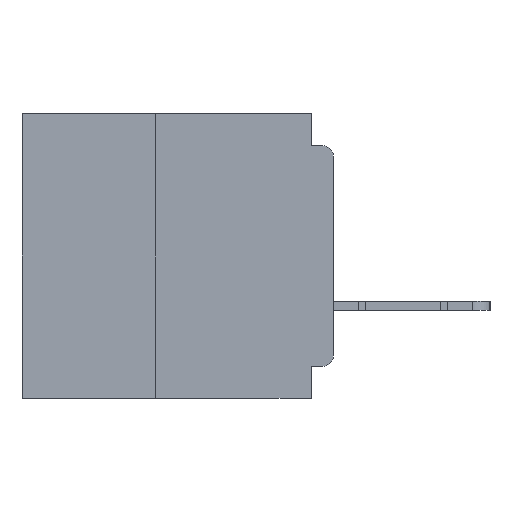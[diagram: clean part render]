
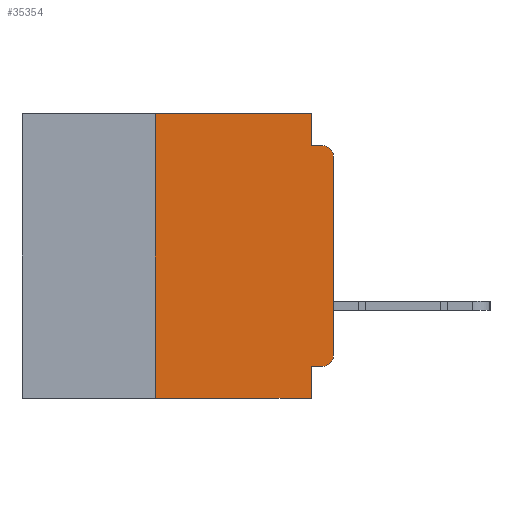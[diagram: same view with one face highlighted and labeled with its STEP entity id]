
A CAD part, left-side view. The second image highlights one B-rep face of the part: STEP entity #35354.
In plain terms, the highlighted planar face has unit normal (-1, 0, 0).
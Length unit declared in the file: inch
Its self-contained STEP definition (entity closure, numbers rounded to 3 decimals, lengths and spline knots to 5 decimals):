
#199 = VECTOR ( 'NONE', #62662, 39.37008 ) ;
#1041 = EDGE_CURVE ( 'NONE', #64616, #7589, #35509, .T. ) ;
#1439 = VECTOR ( 'NONE', #47066, 39.37008 ) ;
#1610 = VECTOR ( 'NONE', #1957, 39.37008 ) ;
#1957 = DIRECTION ( 'NONE',  ( 0., 0., 1. ) ) ;
#2193 = ORIENTED_EDGE ( 'NONE', *, *, #4604, .F. ) ;
#2851 = DIRECTION ( 'NONE',  ( 0., 0., -1. ) ) ;
#3026 = DIRECTION ( 'NONE',  ( 0., 0., -1. ) ) ;
#3445 = CARTESIAN_POINT ( 'NONE',  ( 0., 0.031, -0.4 ) ) ;
#3503 = LINE ( 'NONE', #3445, #20729 ) ;
#4464 = DIRECTION ( 'NONE',  ( 0., 0., -1. ) ) ;
#4604 = EDGE_CURVE ( 'NONE', #18081, #49043, #3503, .T. ) ;
#4860 = DIRECTION ( 'NONE',  ( -1., 0., 0. ) ) ;
#4896 = EDGE_CURVE ( 'NONE', #47039, #20857, #65493, .T. ) ;
#4946 = CIRCLE ( 'NONE', #42003, 0.015 ) ;
#5081 = CARTESIAN_POINT ( 'NONE',  ( 0., 0.015, -0.34 ) ) ;
#6148 = VERTEX_POINT ( 'NONE', #11755 ) ;
#6513 = VECTOR ( 'NONE', #48810, 39.37008 ) ;
#7574 = AXIS2_PLACEMENT_3D ( 'NONE', #5081, #4860, #4464 ) ;
#7589 = VERTEX_POINT ( 'NONE', #34519 ) ;
#8154 = ORIENTED_EDGE ( 'NONE', *, *, #56681, .T. ) ;
#8634 = ORIENTED_EDGE ( 'NONE', *, *, #56694, .F. ) ;
#10996 = CARTESIAN_POINT ( 'NONE',  ( 0., 0., 0. ) ) ;
#11755 = CARTESIAN_POINT ( 'NONE',  ( 0., 0., -0.06 ) ) ;
#12198 = CARTESIAN_POINT ( 'NONE',  ( 0., 0.25, 0. ) ) ;
#13505 = DIRECTION ( 'NONE',  ( 0., 0., -1. ) ) ;
#15393 = EDGE_CURVE ( 'NONE', #64616, #18081, #63591, .T. ) ;
#16240 = CARTESIAN_POINT ( 'NONE',  ( 0., 0.031, -0.355 ) ) ;
#16617 = EDGE_CURVE ( 'NONE', #44785, #47039, #43209, .T. ) ;
#18081 = VERTEX_POINT ( 'NONE', #16240 ) ;
#18448 = PLANE ( 'NONE',  #44864 ) ;
#19220 = ORIENTED_EDGE ( 'NONE', *, *, #25795, .F. ) ;
#20729 = VECTOR ( 'NONE', #13505, 39.37008 ) ;
#20857 = VERTEX_POINT ( 'NONE', #34128 ) ;
#21502 = DIRECTION ( 'NONE',  ( 0., 0., -1. ) ) ;
#23929 = CARTESIAN_POINT ( 'NONE',  ( 0., 0.031, 0. ) ) ;
#25030 = CARTESIAN_POINT ( 'NONE',  ( 0., 0.031, -0.4 ) ) ;
#25736 = FACE_OUTER_BOUND ( 'NONE', #54614, .T. ) ;
#25795 = EDGE_CURVE ( 'NONE', #20857, #55131, #38660, .T. ) ;
#26863 = CARTESIAN_POINT ( 'NONE',  ( 0., 0.015, -0.045 ) ) ;
#27267 = VECTOR ( 'NONE', #21502, 39.37008 ) ;
#27607 = ORIENTED_EDGE ( 'NONE', *, *, #15393, .F. ) ;
#28136 = CARTESIAN_POINT ( 'NONE',  ( 0., 0.25, -0.4 ) ) ;
#28657 = ORIENTED_EDGE ( 'NONE', *, *, #1041, .T. ) ;
#32473 = EDGE_CURVE ( 'NONE', #67325, #49043, #67682, .T. ) ;
#34128 = CARTESIAN_POINT ( 'NONE',  ( 0., 0.031, -0.045 ) ) ;
#34251 = DIRECTION ( 'NONE',  ( 1., 0., 0. ) ) ;
#34418 = DIRECTION ( 'NONE',  ( -1., 0., 0. ) ) ;
#34519 = CARTESIAN_POINT ( 'NONE',  ( 0., 0., -0.34 ) ) ;
#34852 = ORIENTED_EDGE ( 'NONE', *, *, #67158, .T. ) ;
#35354 = ADVANCED_FACE ( 'NONE', ( #25736 ), #18448, .F. ) ;
#35509 = CIRCLE ( 'NONE', #7574, 0.015 ) ;
#38660 = LINE ( 'NONE', #52200, #199 ) ;
#40878 = CARTESIAN_POINT ( 'NONE',  ( 0., 0., -0.355 ) ) ;
#41644 = CARTESIAN_POINT ( 'NONE',  ( 0., 0.437, 0. ) ) ;
#42003 = AXIS2_PLACEMENT_3D ( 'NONE', #65531, #34418, #3026 ) ;
#43209 = LINE ( 'NONE', #41644, #1439 ) ;
#43478 = CARTESIAN_POINT ( 'NONE',  ( 0., 0.25, -0.4 ) ) ;
#44785 = VERTEX_POINT ( 'NONE', #12198 ) ;
#44864 = AXIS2_PLACEMENT_3D ( 'NONE', #54924, #34251, #2851 ) ;
#46085 = DIRECTION ( 'NONE',  ( 0., 1., 0. ) ) ;
#47039 = VERTEX_POINT ( 'NONE', #23929 ) ;
#47066 = DIRECTION ( 'NONE',  ( 0., -1., 0. ) ) ;
#47568 = DIRECTION ( 'NONE',  ( 0., 0., 1. ) ) ;
#47961 = ORIENTED_EDGE ( 'NONE', *, *, #4896, .F. ) ;
#48810 = DIRECTION ( 'NONE',  ( 0., -1., 0. ) ) ;
#49043 = VERTEX_POINT ( 'NONE', #25030 ) ;
#49748 = VECTOR ( 'NONE', #46085, 39.37008 ) ;
#52158 = ORIENTED_EDGE ( 'NONE', *, *, #32473, .T. ) ;
#52200 = CARTESIAN_POINT ( 'NONE',  ( 0., 0., -0.045 ) ) ;
#54586 = VECTOR ( 'NONE', #47568, 39.37008 ) ;
#54614 = EDGE_LOOP ( 'NONE', ( #34852, #8154, #19220, #47961, #56078, #8634, #52158, #2193, #27607, #28657 ) ) ;
#54924 = CARTESIAN_POINT ( 'NONE',  ( 0., 0.437, 0. ) ) ;
#55131 = VERTEX_POINT ( 'NONE', #26863 ) ;
#56078 = ORIENTED_EDGE ( 'NONE', *, *, #16617, .F. ) ;
#56222 = LINE ( 'NONE', #10996, #54586 ) ;
#56681 = EDGE_CURVE ( 'NONE', #6148, #55131, #4946, .T. ) ;
#56694 = EDGE_CURVE ( 'NONE', #67325, #44785, #57231, .T. ) ;
#57231 = LINE ( 'NONE', #28136, #1610 ) ;
#57316 = CARTESIAN_POINT ( 'NONE',  ( 0., 0.015, -0.355 ) ) ;
#57996 = CARTESIAN_POINT ( 'NONE',  ( 0., 0.031, 0. ) ) ;
#62662 = DIRECTION ( 'NONE',  ( 0., -1., 0. ) ) ;
#63591 = LINE ( 'NONE', #40878, #49748 ) ;
#64616 = VERTEX_POINT ( 'NONE', #57316 ) ;
#64738 = CARTESIAN_POINT ( 'NONE',  ( 0., 0.437, -0.4 ) ) ;
#65493 = LINE ( 'NONE', #57996, #27267 ) ;
#65531 = CARTESIAN_POINT ( 'NONE',  ( 0., 0.015, -0.06 ) ) ;
#67158 = EDGE_CURVE ( 'NONE', #7589, #6148, #56222, .T. ) ;
#67325 = VERTEX_POINT ( 'NONE', #43478 ) ;
#67682 = LINE ( 'NONE', #64738, #6513 ) ;
